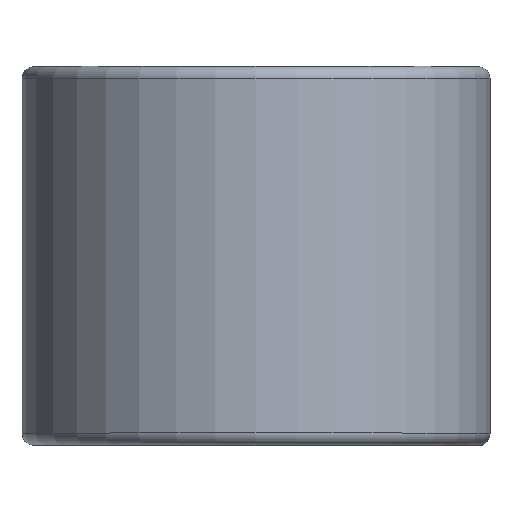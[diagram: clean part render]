
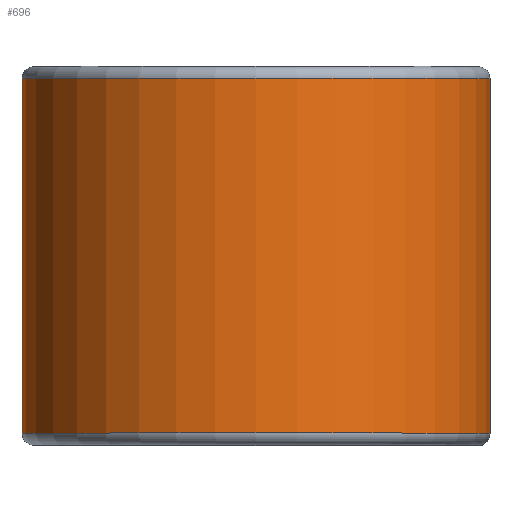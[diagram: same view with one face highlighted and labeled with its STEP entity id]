
A CAD part, top view. The second image highlights one B-rep face of the part: STEP entity #696.
In plain terms, the highlighted cylindrical face has radius 14.707 mm (diameter 29.413 mm), a partial arc.
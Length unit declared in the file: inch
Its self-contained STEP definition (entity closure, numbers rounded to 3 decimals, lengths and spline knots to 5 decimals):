
#152 = ORIENTED_EDGE ( 'NONE', *, *, #1912, .T. ) ;
#285 = VECTOR ( 'NONE', #1414, 39.37008 ) ;
#316 = CARTESIAN_POINT ( 'NONE',  ( 0., 0.43875, -0.579 ) ) ;
#359 = CARTESIAN_POINT ( 'NONE',  ( 0., -0.43875, 0. ) ) ;
#400 = ORIENTED_EDGE ( 'NONE', *, *, #1932, .T. ) ;
#472 = VERTEX_POINT ( 'NONE', #316 ) ;
#548 = DIRECTION ( 'NONE',  ( 0., 0., -1. ) ) ;
#592 = LINE ( 'NONE', #1224, #285 ) ;
#696 = ADVANCED_FACE ( 'NONE', ( #1870 ), #1377, .T. ) ;
#705 = CARTESIAN_POINT ( 'NONE',  ( 0.579, 0.43875, 0. ) ) ;
#721 = CARTESIAN_POINT ( 'NONE',  ( 0.579, 0.43875, 0. ) ) ;
#730 = DIRECTION ( 'NONE',  ( 0., -1., 0. ) ) ;
#873 = DIRECTION ( 'NONE',  ( 0., 0., -1. ) ) ;
#921 = VERTEX_POINT ( 'NONE', #2362 ) ;
#1150 = CIRCLE ( 'NONE', #1710, 0.579 ) ;
#1155 = EDGE_LOOP ( 'NONE', ( #152, #400, #1827, #1762 ) ) ;
#1178 = CARTESIAN_POINT ( 'NONE',  ( 0., -0.43875, -0.579 ) ) ;
#1224 = CARTESIAN_POINT ( 'NONE',  ( 0., 0.43875, -0.579 ) ) ;
#1377 = CYLINDRICAL_SURFACE ( 'NONE', #2351, 0.579 ) ;
#1414 = DIRECTION ( 'NONE',  ( 0., 1., 0. ) ) ;
#1467 = DIRECTION ( 'NONE',  ( 0., 1., 0. ) ) ;
#1561 = VERTEX_POINT ( 'NONE', #1178 ) ;
#1666 = DIRECTION ( 'NONE',  ( 0., -1., 0. ) ) ;
#1679 = EDGE_CURVE ( 'NONE', #1561, #472, #592, .T. ) ;
#1710 = AXIS2_PLACEMENT_3D ( 'NONE', #359, #1666, #548 ) ;
#1762 = ORIENTED_EDGE ( 'NONE', *, *, #1892, .F. ) ;
#1792 = VERTEX_POINT ( 'NONE', #705 ) ;
#1827 = ORIENTED_EDGE ( 'NONE', *, *, #1679, .F. ) ;
#1870 = FACE_OUTER_BOUND ( 'NONE', #1155, .T. ) ;
#1892 = EDGE_CURVE ( 'NONE', #921, #1561, #1150, .T. ) ;
#1908 = CARTESIAN_POINT ( 'NONE',  ( 0., 0.43875, 0. ) ) ;
#1912 = EDGE_CURVE ( 'NONE', #921, #1792, #2111, .T. ) ;
#1932 = EDGE_CURVE ( 'NONE', #1792, #472, #2075, .T. ) ;
#2044 = CARTESIAN_POINT ( 'NONE',  ( 0., 0.4375, 0. ) ) ;
#2071 = VECTOR ( 'NONE', #1467, 39.37008 ) ;
#2075 = CIRCLE ( 'NONE', #2174, 0.579 ) ;
#2111 = LINE ( 'NONE', #721, #2071 ) ;
#2145 = DIRECTION ( 'NONE',  ( 0., 0., -1. ) ) ;
#2174 = AXIS2_PLACEMENT_3D ( 'NONE', #1908, #730, #2145 ) ;
#2351 = AXIS2_PLACEMENT_3D ( 'NONE', #2044, #2435, #873 ) ;
#2362 = CARTESIAN_POINT ( 'NONE',  ( 0.579, -0.43875, 0. ) ) ;
#2435 = DIRECTION ( 'NONE',  ( 0., -1., 0. ) ) ;
